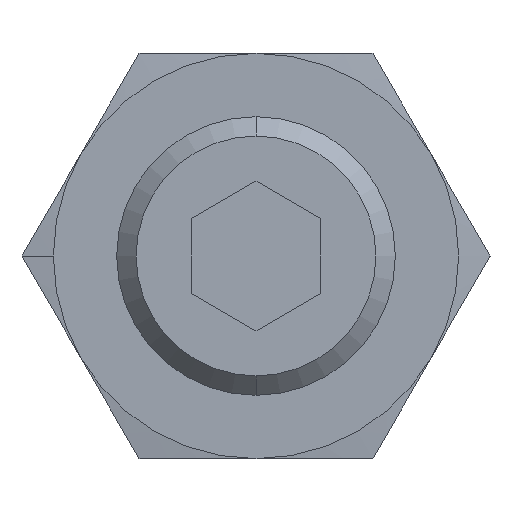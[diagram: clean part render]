
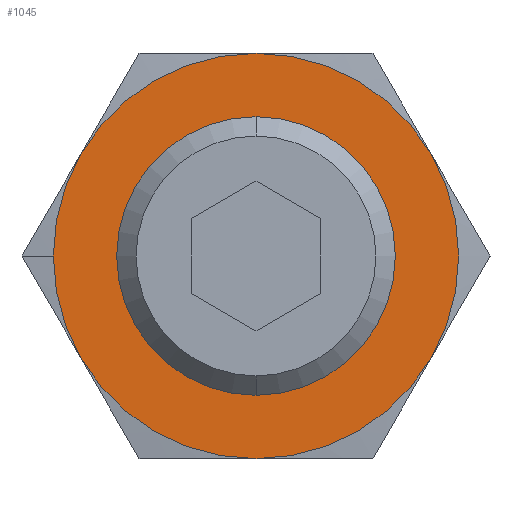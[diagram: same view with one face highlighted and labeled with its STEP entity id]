
A CAD part, front view. The second image highlights one B-rep face of the part: STEP entity #1045.
In plain terms, the highlighted planar face has unit normal (0, -1, 0).
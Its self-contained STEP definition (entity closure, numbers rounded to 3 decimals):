
#3 = EDGE_LOOP ( 'NONE', ( #660, #1053 ) ) ;
#25 = AXIS2_PLACEMENT_3D ( 'NONE', #170, #167, #156 ) ;
#32 = VERTEX_POINT ( 'NONE', #1017 ) ;
#44 = DIRECTION ( 'NONE',  ( 0., 0., -1. ) ) ;
#52 = DIRECTION ( 'NONE',  ( 0., -1., 0. ) ) ;
#54 = CARTESIAN_POINT ( 'NONE',  ( 0., -14.5, 0. ) ) ;
#57 = EDGE_CURVE ( 'NONE', #1051, #1221, #397, .T. ) ;
#73 = AXIS2_PLACEMENT_3D ( 'NONE', #150, #148, #138 ) ;
#80 = VERTEX_POINT ( 'NONE', #1179 ) ;
#130 = DIRECTION ( 'NONE',  ( 0., 0., -1. ) ) ;
#131 = EDGE_CURVE ( 'NONE', #466, #80, #1265, .T. ) ;
#132 = DIRECTION ( 'NONE',  ( 0., 1., 0. ) ) ;
#133 = CARTESIAN_POINT ( 'NONE',  ( 0., -14.5, 0. ) ) ;
#138 = DIRECTION ( 'NONE',  ( -1., 0., 0. ) ) ;
#148 = DIRECTION ( 'NONE',  ( 0., 1., 0. ) ) ;
#150 = CARTESIAN_POINT ( 'NONE',  ( 0., -14.5, 0. ) ) ;
#156 = DIRECTION ( 'NONE',  ( 0., 0., -1. ) ) ;
#167 = DIRECTION ( 'NONE',  ( 0., 1., 0. ) ) ;
#170 = CARTESIAN_POINT ( 'NONE',  ( 0., -14.5, 0. ) ) ;
#178 = DIRECTION ( 'NONE',  ( 0., 0., -1. ) ) ;
#181 = DIRECTION ( 'NONE',  ( 0., 1., 0. ) ) ;
#186 = CARTESIAN_POINT ( 'NONE',  ( 0., -14.5, 0. ) ) ;
#208 = DIRECTION ( 'NONE',  ( 0., 0., -1. ) ) ;
#214 = DIRECTION ( 'NONE',  ( 0., 1., 0. ) ) ;
#219 = CARTESIAN_POINT ( 'NONE',  ( 0., -14.5, 0. ) ) ;
#224 = DIRECTION ( 'NONE',  ( 0., 0., -1. ) ) ;
#225 = DIRECTION ( 'NONE',  ( 0., 1., 0. ) ) ;
#230 = CARTESIAN_POINT ( 'NONE',  ( 0., -14.5, 0. ) ) ;
#251 = AXIS2_PLACEMENT_3D ( 'NONE', #54, #52, #44 ) ;
#255 = ORIENTED_EDGE ( 'NONE', *, *, #691, .F. ) ;
#340 = DIRECTION ( 'NONE',  ( 0., 0., -1. ) ) ;
#356 = DIRECTION ( 'NONE',  ( 0., 1., 0. ) ) ;
#359 = CARTESIAN_POINT ( 'NONE',  ( 0., -14.5, 0. ) ) ;
#373 = AXIS2_PLACEMENT_3D ( 'NONE', #230, #225, #224 ) ;
#397 = CIRCLE ( 'NONE', #828, 11. ) ;
#398 = CARTESIAN_POINT ( 'NONE',  ( -13.856, -14.5, 8. ) ) ;
#411 = CIRCLE ( 'NONE', #428, 16. ) ;
#426 = AXIS2_PLACEMENT_3D ( 'NONE', #219, #214, #208 ) ;
#428 = AXIS2_PLACEMENT_3D ( 'NONE', #186, #181, #178 ) ;
#454 = VERTEX_POINT ( 'NONE', #627 ) ;
#466 = VERTEX_POINT ( 'NONE', #639 ) ;
#507 = CARTESIAN_POINT ( 'NONE',  ( 0., -14.5, -11. ) ) ;
#526 = CARTESIAN_POINT ( 'NONE',  ( 0., -14.5, -16. ) ) ;
#529 = CIRCLE ( 'NONE', #929, 16. ) ;
#531 = ORIENTED_EDGE ( 'NONE', *, *, #727, .F. ) ;
#612 = VERTEX_POINT ( 'NONE', #398 ) ;
#627 = CARTESIAN_POINT ( 'NONE',  ( 13.856, -14.5, 8. ) ) ;
#639 = CARTESIAN_POINT ( 'NONE',  ( -13.856, -14.5, -8. ) ) ;
#660 = ORIENTED_EDGE ( 'NONE', *, *, #758, .F. ) ;
#665 = EDGE_CURVE ( 'NONE', #1206, #466, #811, .T. ) ;
#673 = EDGE_CURVE ( 'NONE', #1039, #1206, #1168, .T. ) ;
#691 = EDGE_CURVE ( 'NONE', #454, #1039, #411, .T. ) ;
#692 = EDGE_CURVE ( 'NONE', #32, #454, #1186, .T. ) ;
#722 = EDGE_CURVE ( 'NONE', #612, #32, #1201, .T. ) ;
#727 = EDGE_CURVE ( 'NONE', #80, #612, #529, .T. ) ;
#731 = ORIENTED_EDGE ( 'NONE', *, *, #722, .F. ) ;
#758 = EDGE_CURVE ( 'NONE', #1221, #1051, #948, .T. ) ;
#811 = CIRCLE ( 'NONE', #373, 16. ) ;
#828 = AXIS2_PLACEMENT_3D ( 'NONE', #1040, #1139, #1215 ) ;
#832 = ORIENTED_EDGE ( 'NONE', *, *, #673, .F. ) ;
#855 = EDGE_LOOP ( 'NONE', ( #1068, #832, #255, #1140, #731, #531, #1175 ) ) ;
#888 = AXIS2_PLACEMENT_3D ( 'NONE', #359, #356, #340 ) ;
#889 = FACE_BOUND ( 'NONE', #3, .T. ) ;
#929 = AXIS2_PLACEMENT_3D ( 'NONE', #133, #132, #130 ) ;
#938 = AXIS2_PLACEMENT_3D ( 'NONE', #1107, #1071, #1070 ) ;
#948 = CIRCLE ( 'NONE', #251, 11. ) ;
#1017 = CARTESIAN_POINT ( 'NONE',  ( 0., -14.5, 16. ) ) ;
#1039 = VERTEX_POINT ( 'NONE', #1147 ) ;
#1040 = CARTESIAN_POINT ( 'NONE',  ( 0., -14.5, 0. ) ) ;
#1045 = ADVANCED_FACE ( 'NONE', ( #1202, #889 ), #1078, .T. ) ;
#1051 = VERTEX_POINT ( 'NONE', #1058 ) ;
#1053 = ORIENTED_EDGE ( 'NONE', *, *, #57, .F. ) ;
#1058 = CARTESIAN_POINT ( 'NONE',  ( 0., -14.5, 11. ) ) ;
#1068 = ORIENTED_EDGE ( 'NONE', *, *, #665, .F. ) ;
#1070 = DIRECTION ( 'NONE',  ( 0., 0., -1. ) ) ;
#1071 = DIRECTION ( 'NONE',  ( 0., -1., 0. ) ) ;
#1078 = PLANE ( 'NONE',  #938 ) ;
#1107 = CARTESIAN_POINT ( 'NONE',  ( 0., -14.5, 0. ) ) ;
#1139 = DIRECTION ( 'NONE',  ( 0., -1., 0. ) ) ;
#1140 = ORIENTED_EDGE ( 'NONE', *, *, #692, .F. ) ;
#1147 = CARTESIAN_POINT ( 'NONE',  ( 13.856, -14.5, -8. ) ) ;
#1168 = CIRCLE ( 'NONE', #426, 16. ) ;
#1175 = ORIENTED_EDGE ( 'NONE', *, *, #131, .F. ) ;
#1179 = CARTESIAN_POINT ( 'NONE',  ( -16., -14.5, 0. ) ) ;
#1186 = CIRCLE ( 'NONE', #25, 16. ) ;
#1201 = CIRCLE ( 'NONE', #73, 16. ) ;
#1202 = FACE_OUTER_BOUND ( 'NONE', #855, .T. ) ;
#1206 = VERTEX_POINT ( 'NONE', #526 ) ;
#1215 = DIRECTION ( 'NONE',  ( 0., 0., -1. ) ) ;
#1221 = VERTEX_POINT ( 'NONE', #507 ) ;
#1265 = CIRCLE ( 'NONE', #888, 16. ) ;
